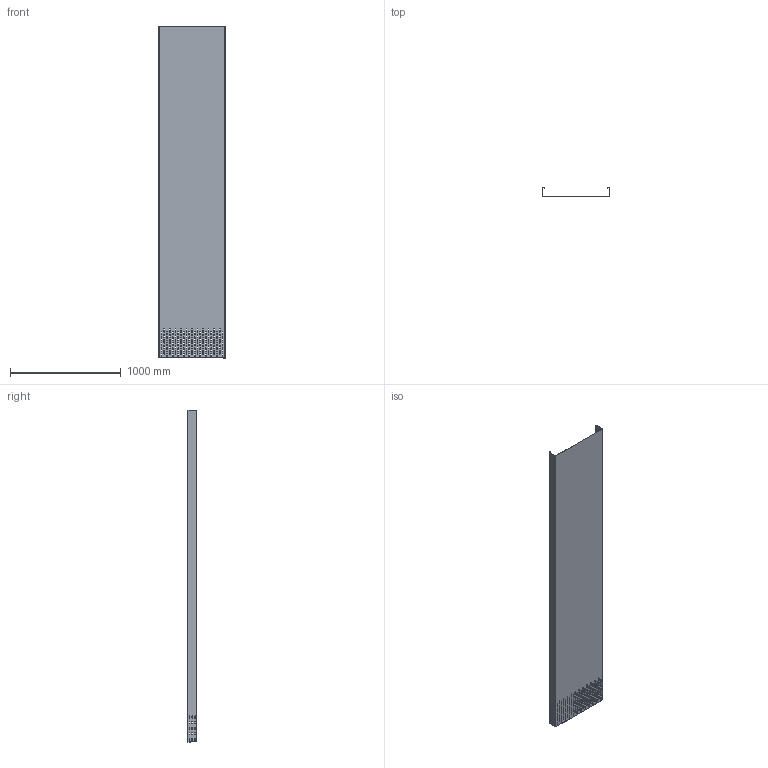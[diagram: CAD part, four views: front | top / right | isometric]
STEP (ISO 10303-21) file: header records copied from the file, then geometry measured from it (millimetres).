
FILE_DESCRIPTION (( 'STEP AP214' ), '1' );
FILE_NAME ('6057630.STEP', '2025-08-22T12:30:32', ( '' ), ( '' ), 'SwSTEP 2.0', 'SolidWorks 2024', '' );
FILE_SCHEMA (( 'AUTOMOTIVE_DESIGN' ));
Length unit declared in the file: millimetre
Products named in the file (1): 6057630
Bounding box: 600 x 85 x 3000 mm (x, y, z)
Volume: 2356086.9 mm3; surface area: 4734632.6 mm2
Topology: 1 solids, 1 shells, 731 faces, 2163 edges, 1434 vertices
Faces by surface type: cylinder 411, plane 320
Entity records: 25290 total; most frequent: DIRECTION 4449, CARTESIAN_POINT 4329, ORIENTED_EDGE 4326, EDGE_CURVE 2163, AXIS2_PLACEMENT_3D 1554, VERTEX_POINT 1434, LINE 1341, VECTOR 1341
